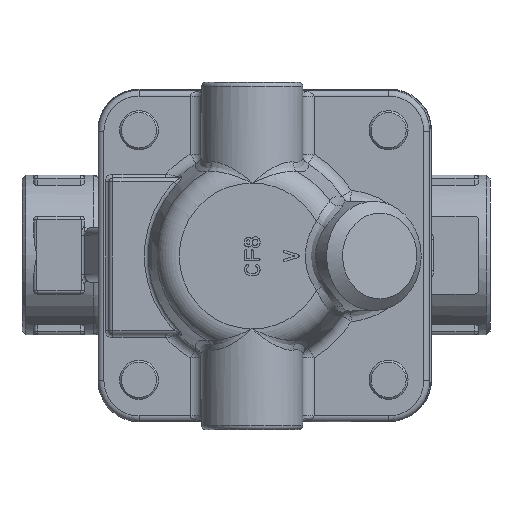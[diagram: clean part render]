
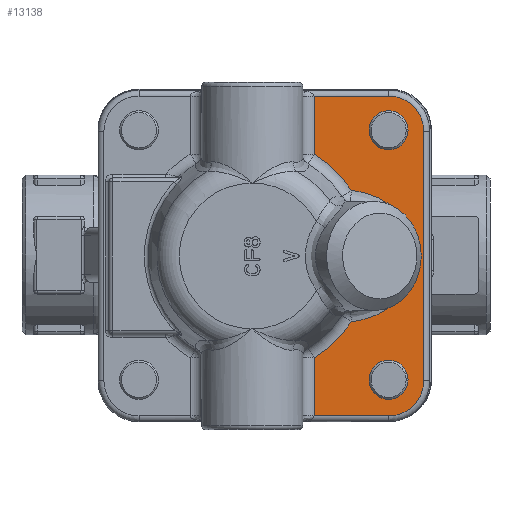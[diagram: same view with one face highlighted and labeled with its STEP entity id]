
A CAD part, front view. The second image highlights one B-rep face of the part: STEP entity #13138.
In plain terms, the highlighted planar face has unit normal (0, -1, 0).
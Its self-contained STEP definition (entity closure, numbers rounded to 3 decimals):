
#835=(
BOUNDED_CURVE()
B_SPLINE_CURVE(3,(#30434,#30435,#30436,#30437,#30438,#30439,#30440,#30441,
#30442,#30443,#30444,#30445,#30446,#30447,#30448,#30449,#30450,#30451,#30452,
#30453,#30454,#30455,#30456,#30457,#30458,#30459,#30460,#30461,#30462,#30463,
#30464,#30465,#30466,#30467),.UNSPECIFIED.,.F.,.F.)
B_SPLINE_CURVE_WITH_KNOTS((4,2,2,2,2,2,2,2,2,2,2,2,2,2,2,2,4),(0.,0.063,
0.125,0.188,0.25,0.313,0.375,0.438,0.5,0.563,0.625,0.688,0.75,0.813,
0.875,0.938,1.),.UNSPECIFIED.)
CURVE()
GEOMETRIC_REPRESENTATION_ITEM()
RATIONAL_B_SPLINE_CURVE((1.,1.,1.,1.,1.,1.,1.,1.,1.,1.,1.,1.,1.,1.,1.,1.,
1.,1.,1.,1.,1.,1.,1.,1.,1.,1.,1.,1.,1.,1.,1.,1.,1.,1.))
REPRESENTATION_ITEM('')
);
#1793=LINE('',#30329,#2539);
#1794=LINE('',#30471,#2540);
#1797=LINE('',#30489,#2543);
#1802=LINE('',#30507,#2548);
#1805=LINE('',#30527,#2551);
#2539=VECTOR('',#17967,10.);
#2540=VECTOR('',#17978,10.);
#2543=VECTOR('',#17999,10.);
#2548=VECTOR('',#18022,10.);
#2551=VECTOR('',#18047,10.);
#2638=FACE_BOUND('',#4285,.T.);
#2639=FACE_BOUND('',#4286,.T.);
#3448=FACE_OUTER_BOUND('',#4284,.T.);
#4284=EDGE_LOOP('',(#12039,#12040,#12041,#12042,#12043,#12044,#12045,#12046,
#12047,#12048));
#4285=EDGE_LOOP('',(#12049));
#4286=EDGE_LOOP('',(#12050));
#4779=CIRCLE('',#14211,5.);
#4780=CIRCLE('',#14213,5.);
#4930=CIRCLE('',#14511,30.546);
#4931=CIRCLE('',#14513,30.546);
#4935=CIRCLE('',#14521,9.);
#4939=CIRCLE('',#14527,9.);
#5829=VERTEX_POINT('',#26944);
#5830=VERTEX_POINT('',#26948);
#6108=VERTEX_POINT('',#29806);
#6109=VERTEX_POINT('',#29810);
#6111=VERTEX_POINT('',#29869);
#6112=VERTEX_POINT('',#29873);
#6120=VERTEX_POINT('',#30063);
#6123=VERTEX_POINT('',#30230);
#6126=VERTEX_POINT('',#30478);
#6128=VERTEX_POINT('',#30482);
#6129=VERTEX_POINT('',#30486);
#6132=VERTEX_POINT('',#30494);
#7603=EDGE_CURVE('',#5829,#5829,#4779,.T.);
#7605=EDGE_CURVE('',#5830,#5830,#4780,.T.);
#8067=EDGE_CURVE('',#6120,#6108,#1793,.T.);
#8068=EDGE_CURVE('',#6108,#6109,#4930,.T.);
#8069=EDGE_CURVE('',#6109,#6111,#835,.T.);
#8070=EDGE_CURVE('',#6111,#6112,#4931,.T.);
#8071=EDGE_CURVE('',#6112,#6123,#1794,.T.);
#8077=EDGE_CURVE('',#6126,#6128,#4935,.T.);
#8079=EDGE_CURVE('',#6128,#6129,#1797,.T.);
#8083=EDGE_CURVE('',#6129,#6132,#4939,.T.);
#8089=EDGE_CURVE('',#6132,#6120,#1802,.T.);
#8099=EDGE_CURVE('',#6123,#6126,#1805,.T.);
#12039=ORIENTED_EDGE('',*,*,#8079,.T.);
#12040=ORIENTED_EDGE('',*,*,#8083,.T.);
#12041=ORIENTED_EDGE('',*,*,#8089,.T.);
#12042=ORIENTED_EDGE('',*,*,#8067,.T.);
#12043=ORIENTED_EDGE('',*,*,#8068,.T.);
#12044=ORIENTED_EDGE('',*,*,#8069,.T.);
#12045=ORIENTED_EDGE('',*,*,#8070,.T.);
#12046=ORIENTED_EDGE('',*,*,#8071,.T.);
#12047=ORIENTED_EDGE('',*,*,#8099,.T.);
#12048=ORIENTED_EDGE('',*,*,#8077,.T.);
#12049=ORIENTED_EDGE('',*,*,#7605,.F.);
#12050=ORIENTED_EDGE('',*,*,#7603,.F.);
#12328=PLANE('',#14559);
#13138=ADVANCED_FACE('',(#3448,#2638,#2639),#12328,.T.);
#14211=AXIS2_PLACEMENT_3D('',#26945,#17113,#17114);
#14213=AXIS2_PLACEMENT_3D('',#26949,#17118,#17119);
#14511=AXIS2_PLACEMENT_3D('',#30331,#17970,#17971);
#14513=AXIS2_PLACEMENT_3D('',#30469,#17974,#17975);
#14521=AXIS2_PLACEMENT_3D('',#30484,#17993,#17994);
#14527=AXIS2_PLACEMENT_3D('',#30496,#18007,#18008);
#14559=AXIS2_PLACEMENT_3D('',#30560,#18091,#18092);
#17113=DIRECTION('center_axis',(0.,-1.,0.));
#17114=DIRECTION('ref_axis',(-1.,0.,0.));
#17118=DIRECTION('center_axis',(0.,-1.,0.));
#17119=DIRECTION('ref_axis',(-1.,0.,0.));
#17967=DIRECTION('',(0.,0.,-1.));
#17970=DIRECTION('center_axis',(0.,1.,0.));
#17971=DIRECTION('ref_axis',(0.834,0.,0.552));
#17974=DIRECTION('center_axis',(0.,1.,0.));
#17975=DIRECTION('ref_axis',(0.52,0.,-0.854));
#17978=DIRECTION('',(0.,0.,-1.));
#17993=DIRECTION('center_axis',(0.,-1.,0.));
#17994=DIRECTION('ref_axis',(1.,0.,0.));
#17999=DIRECTION('',(0.,0.,1.));
#18007=DIRECTION('center_axis',(0.,-1.,0.));
#18008=DIRECTION('ref_axis',(0.,0.,
1.));
#18022=DIRECTION('',(-1.,0.,0.));
#18047=DIRECTION('',(1.,0.,0.));
#18091=DIRECTION('center_axis',(0.,-1.,0.));
#18092=DIRECTION('ref_axis',(0.,0.,
1.));
#26944=CARTESIAN_POINT('',(30.632,-39.666,-31.966));
#26945=CARTESIAN_POINT('Origin',(25.632,-39.666,-31.966));
#26948=CARTESIAN_POINT('',(30.632,-39.666,32.027));
#26949=CARTESIAN_POINT('Origin',(25.632,-39.666,32.027));
#29806=CARTESIAN_POINT('',(6.51,-39.666,25.876));
#29810=CARTESIAN_POINT('',(16.112,-39.666,16.631));
#29869=CARTESIAN_POINT('',(16.112,-39.666,-17.074));
#29873=CARTESIAN_POINT('',(6.51,-39.666,-26.319));
#30063=CARTESIAN_POINT('',(6.51,-39.666,40.779));
#30230=CARTESIAN_POINT('',(6.51,-39.666,-41.221));
#30329=CARTESIAN_POINT('',(6.51,-39.666,40.779));
#30331=CARTESIAN_POINT('Origin',(-9.364,-39.666,-0.221));
#30434=CARTESIAN_POINT('Ctrl Pts',(16.112,-39.666,16.631));
#30435=CARTESIAN_POINT('Ctrl Pts',(17.279,-39.666,16.497));
#30436=CARTESIAN_POINT('Ctrl Pts',(18.432,-39.666,16.272));
#30437=CARTESIAN_POINT('Ctrl Pts',(20.672,-39.666,15.647));
#30438=CARTESIAN_POINT('Ctrl Pts',(21.76,-39.666,15.247));
#30439=CARTESIAN_POINT('Ctrl Pts',(23.835,-39.666,14.285));
#30440=CARTESIAN_POINT('Ctrl Pts',(24.823,-39.666,13.723));
#30441=CARTESIAN_POINT('Ctrl Pts',(26.666,-39.666,12.454));
#30442=CARTESIAN_POINT('Ctrl Pts',(27.521,-39.666,11.748));
#30443=CARTESIAN_POINT('Ctrl Pts',(29.073,-39.666,10.215));
#30444=CARTESIAN_POINT('Ctrl Pts',(29.768,-39.666,9.388));
#30445=CARTESIAN_POINT('Ctrl Pts',(30.978,-39.666,7.639));
#30446=CARTESIAN_POINT('Ctrl Pts',(31.492,-39.666,6.717));
#30447=CARTESIAN_POINT('Ctrl Pts',(32.32,-39.666,4.809));
#30448=CARTESIAN_POINT('Ctrl Pts',(32.635,-39.666,3.823));
#30449=CARTESIAN_POINT('Ctrl Pts',(33.056,-39.666,1.817));
#30450=CARTESIAN_POINT('Ctrl Pts',(33.162,-39.666,0.798));
#30451=CARTESIAN_POINT('Ctrl Pts',(33.162,-39.666,-1.241));
#30452=CARTESIAN_POINT('Ctrl Pts',(33.056,-39.666,-2.26));
#30453=CARTESIAN_POINT('Ctrl Pts',(32.635,-39.666,-4.266));
#30454=CARTESIAN_POINT('Ctrl Pts',(32.32,-39.666,-5.252));
#30455=CARTESIAN_POINT('Ctrl Pts',(31.492,-39.666,-7.16));
#30456=CARTESIAN_POINT('Ctrl Pts',(30.978,-39.666,-8.082));
#30457=CARTESIAN_POINT('Ctrl Pts',(29.768,-39.666,-9.831));
#30458=CARTESIAN_POINT('Ctrl Pts',(29.073,-39.666,-10.658));
#30459=CARTESIAN_POINT('Ctrl Pts',(27.521,-39.666,-12.191));
#30460=CARTESIAN_POINT('Ctrl Pts',(26.666,-39.666,-12.897));
#30461=CARTESIAN_POINT('Ctrl Pts',(24.823,-39.666,-14.165));
#30462=CARTESIAN_POINT('Ctrl Pts',(23.835,-39.666,-14.728));
#30463=CARTESIAN_POINT('Ctrl Pts',(21.76,-39.666,-15.69));
#30464=CARTESIAN_POINT('Ctrl Pts',(20.672,-39.666,-16.09));
#30465=CARTESIAN_POINT('Ctrl Pts',(18.432,-39.666,-16.715));
#30466=CARTESIAN_POINT('Ctrl Pts',(17.279,-39.666,-16.94));
#30467=CARTESIAN_POINT('Ctrl Pts',(16.112,-39.666,-17.074));
#30469=CARTESIAN_POINT('Origin',(-9.364,-39.666,-0.221));
#30471=CARTESIAN_POINT('',(6.51,-39.666,-26.319));
#30478=CARTESIAN_POINT('',(25.636,-39.666,-41.221));
#30482=CARTESIAN_POINT('',(34.636,-39.666,-32.221));
#30484=CARTESIAN_POINT('Origin',(25.636,-39.666,-32.221));
#30486=CARTESIAN_POINT('',(34.636,-39.666,31.779));
#30489=CARTESIAN_POINT('',(34.636,-39.666,-32.221));
#30494=CARTESIAN_POINT('',(25.636,-39.666,40.779));
#30496=CARTESIAN_POINT('Origin',(25.636,-39.666,31.779));
#30507=CARTESIAN_POINT('',(25.636,-39.666,40.779));
#30527=CARTESIAN_POINT('',(6.51,-39.666,-41.221));
#30560=CARTESIAN_POINT('Origin',(34.636,-39.666,-0.221));
